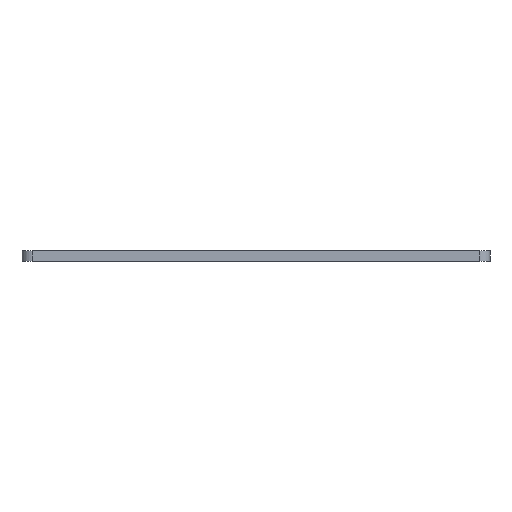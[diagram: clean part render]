
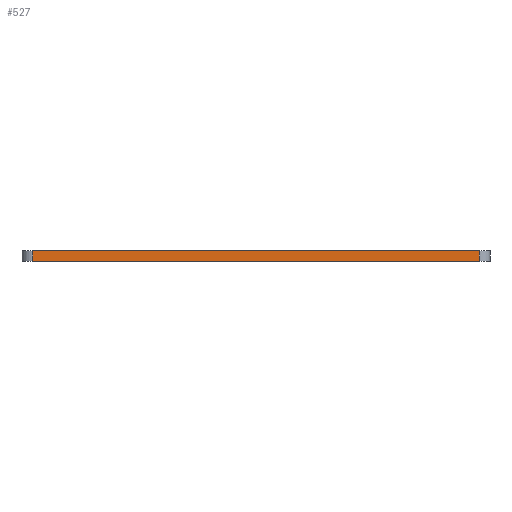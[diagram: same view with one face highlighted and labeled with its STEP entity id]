
A CAD part, front view. The second image highlights one B-rep face of the part: STEP entity #527.
In plain terms, the highlighted planar face has unit normal (0, -1, 0).
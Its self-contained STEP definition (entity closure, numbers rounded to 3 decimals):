
#42 = VECTOR ( 'NONE', #916, 1000. ) ;
#56 = LINE ( 'NONE', #782, #57 ) ;
#57 = VECTOR ( 'NONE', #920, 1000. ) ;
#101 = LINE ( 'NONE', #626, #42 ) ;
#108 = LINE ( 'NONE', #886, #144 ) ;
#120 = LINE ( 'NONE', #892, #136 ) ;
#136 = VECTOR ( 'NONE', #890, 1000. ) ;
#144 = VECTOR ( 'NONE', #799, 1000. ) ;
#160 = CARTESIAN_POINT ( 'NONE',  ( 42., -13.379, 2. ) ) ;
#168 = CARTESIAN_POINT ( 'NONE',  ( -42., -13.379, 2. ) ) ;
#170 = CARTESIAN_POINT ( 'NONE',  ( 42., -13.379, 0. ) ) ;
#204 = CARTESIAN_POINT ( 'NONE',  ( -42., -13.379, 0. ) ) ;
#251 = ORIENTED_EDGE ( 'NONE', *, *, #577, .T. ) ;
#261 = FACE_OUTER_BOUND ( 'NONE', #394, .T. ) ;
#348 = VERTEX_POINT ( 'NONE', #170 ) ;
#373 = ORIENTED_EDGE ( 'NONE', *, *, #597, .F. ) ;
#377 = ORIENTED_EDGE ( 'NONE', *, *, #585, .F. ) ;
#381 = ORIENTED_EDGE ( 'NONE', *, *, #563, .T. ) ;
#390 = VERTEX_POINT ( 'NONE', #160 ) ;
#394 = EDGE_LOOP ( 'NONE', ( #381, #373, #377, #251 ) ) ;
#404 = VERTEX_POINT ( 'NONE', #168 ) ;
#483 = VERTEX_POINT ( 'NONE', #204 ) ;
#527 = ADVANCED_FACE ( 'NONE', ( #261 ), #863, .F. ) ;
#563 = EDGE_CURVE ( 'NONE', #483, #348, #108, .T. ) ;
#577 = EDGE_CURVE ( 'NONE', #404, #483, #120, .T. ) ;
#585 = EDGE_CURVE ( 'NONE', #404, #390, #101, .T. ) ;
#597 = EDGE_CURVE ( 'NONE', #390, #348, #56, .T. ) ;
#626 = CARTESIAN_POINT ( 'NONE',  ( 42., -13.379, 2. ) ) ;
#702 = CARTESIAN_POINT ( 'NONE',  ( 42., -13.379, 2. ) ) ;
#782 = CARTESIAN_POINT ( 'NONE',  ( 42., -13.379, 2. ) ) ;
#799 = DIRECTION ( 'NONE',  ( 1., 0., 0. ) ) ;
#863 = PLANE ( 'NONE',  #959 ) ;
#865 = DIRECTION ( 'NONE',  ( 0., 1., 0. ) ) ;
#886 = CARTESIAN_POINT ( 'NONE',  ( 42., -13.379, 0. ) ) ;
#890 = DIRECTION ( 'NONE',  ( 0., 0., -1. ) ) ;
#892 = CARTESIAN_POINT ( 'NONE',  ( -42., -13.379, 2. ) ) ;
#916 = DIRECTION ( 'NONE',  ( 1., 0., 0. ) ) ;
#920 = DIRECTION ( 'NONE',  ( 0., 0., -1. ) ) ;
#926 = DIRECTION ( 'NONE',  ( -1., 0., 0. ) ) ;
#959 = AXIS2_PLACEMENT_3D ( 'NONE', #702, #865, #926 ) ;
